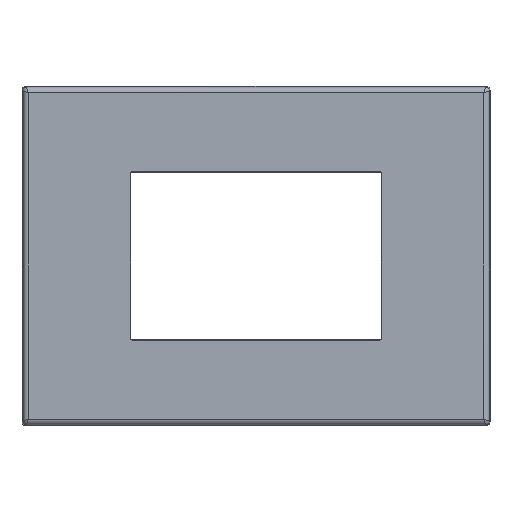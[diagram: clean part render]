
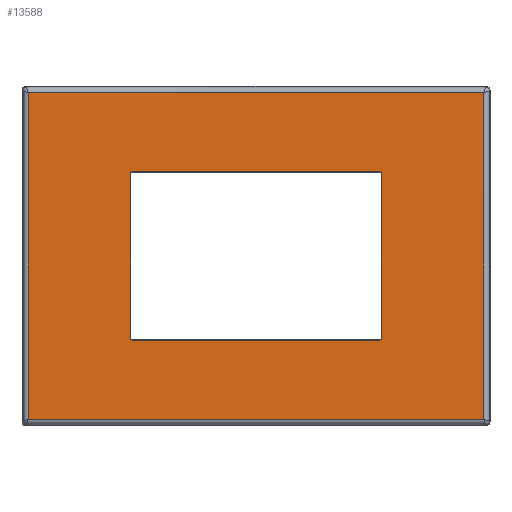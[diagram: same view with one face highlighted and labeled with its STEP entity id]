
A CAD part, top view. The second image highlights one B-rep face of the part: STEP entity #13588.
In plain terms, the highlighted planar face has unit normal (0, 0, 1).
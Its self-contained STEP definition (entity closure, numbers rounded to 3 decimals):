
#13478=AXIS2_PLACEMENT_3D('Plane Axis2P3D',#13475,#13476,#13477) ;
#13475=CARTESIAN_POINT('Axis2P3D Location',(0.,0.,7.7)) ;
#13480=CARTESIAN_POINT('Line Origine',(61.828,0.,7.7)) ;
#13484=CARTESIAN_POINT('Vertex',(61.828,44.328,7.7)) ;
#13486=CARTESIAN_POINT('Vertex',(61.828,-44.328,7.7)) ;
#13489=CARTESIAN_POINT('Line Origine',(0.,44.328,7.7)) ;
#13493=CARTESIAN_POINT('Vertex',(-61.828,44.328,7.7)) ;
#13496=CARTESIAN_POINT('Line Origine',(-61.828,0.,7.7)) ;
#13500=CARTESIAN_POINT('Vertex',(-61.828,-44.328,7.7)) ;
#13503=CARTESIAN_POINT('Line Origine',(0.,-44.328,7.7)) ;
#13514=CARTESIAN_POINT('Line Origine',(34.112,0.,7.7)) ;
#13518=CARTESIAN_POINT('Vertex',(34.112,-22.312,7.7)) ;
#13520=CARTESIAN_POINT('Vertex',(34.112,22.312,7.7)) ;
#13524=CARTESIAN_POINT('Control Point',(33.614,-22.81,7.7)) ;
#13525=CARTESIAN_POINT('Control Point',(33.81,-22.81,7.7)) ;
#13526=CARTESIAN_POINT('Control Point',(34.009,-22.706,7.7)) ;
#13527=CARTESIAN_POINT('Control Point',(34.112,-22.508,7.7)) ;
#13528=CARTESIAN_POINT('Control Point',(34.112,-22.312,7.7)) ;
#13529=CARTESIAN_POINT('Vertex',(33.614,-22.81,7.7)) ;
#13532=CARTESIAN_POINT('Line Origine',(0.,-22.81,7.7)) ;
#13536=CARTESIAN_POINT('Vertex',(-33.614,-22.81,7.7)) ;
#13540=CARTESIAN_POINT('Control Point',(-34.112,-22.312,7.7)) ;
#13541=CARTESIAN_POINT('Control Point',(-34.112,-22.508,7.7)) ;
#13542=CARTESIAN_POINT('Control Point',(-34.009,-22.706,7.7)) ;
#13543=CARTESIAN_POINT('Control Point',(-33.81,-22.81,7.7)) ;
#13544=CARTESIAN_POINT('Control Point',(-33.614,-22.81,7.7)) ;
#13545=CARTESIAN_POINT('Vertex',(-34.112,-22.312,7.7)) ;
#13548=CARTESIAN_POINT('Line Origine',(-34.112,0.,7.7)) ;
#13552=CARTESIAN_POINT('Vertex',(-34.112,22.312,7.7)) ;
#13556=CARTESIAN_POINT('Control Point',(-33.614,22.81,7.7)) ;
#13557=CARTESIAN_POINT('Control Point',(-33.81,22.81,7.7)) ;
#13558=CARTESIAN_POINT('Control Point',(-34.009,22.706,7.7)) ;
#13559=CARTESIAN_POINT('Control Point',(-34.112,22.508,7.7)) ;
#13560=CARTESIAN_POINT('Control Point',(-34.112,22.312,7.7)) ;
#13561=CARTESIAN_POINT('Vertex',(-33.614,22.81,7.7)) ;
#13564=CARTESIAN_POINT('Line Origine',(0.,22.81,7.7)) ;
#13568=CARTESIAN_POINT('Vertex',(33.614,22.81,7.7)) ;
#13572=CARTESIAN_POINT('Control Point',(34.112,22.312,7.7)) ;
#13573=CARTESIAN_POINT('Control Point',(34.112,22.508,7.7)) ;
#13574=CARTESIAN_POINT('Control Point',(34.009,22.706,7.7)) ;
#13575=CARTESIAN_POINT('Control Point',(33.81,22.81,7.7)) ;
#13576=CARTESIAN_POINT('Control Point',(33.614,22.81,7.7)) ;
#13476=DIRECTION('Axis2P3D Direction',(0.,0.,1.)) ;
#13477=DIRECTION('Axis2P3D XDirection',(1.,0.,0.)) ;
#13481=DIRECTION('Vector Direction',(0.,1.,0.)) ;
#13490=DIRECTION('Vector Direction',(1.,0.,0.)) ;
#13497=DIRECTION('Vector Direction',(0.,1.,0.)) ;
#13504=DIRECTION('Vector Direction',(1.,0.,0.)) ;
#13515=DIRECTION('Vector Direction',(0.,1.,0.)) ;
#13533=DIRECTION('Vector Direction',(1.,0.,0.)) ;
#13549=DIRECTION('Vector Direction',(0.,1.,0.)) ;
#13565=DIRECTION('Vector Direction',(1.,0.,0.)) ;
#13482=VECTOR('Line Direction',#13481,1.) ;
#13491=VECTOR('Line Direction',#13490,1.) ;
#13498=VECTOR('Line Direction',#13497,1.) ;
#13505=VECTOR('Line Direction',#13504,1.) ;
#13516=VECTOR('Line Direction',#13515,1.) ;
#13534=VECTOR('Line Direction',#13533,1.) ;
#13550=VECTOR('Line Direction',#13549,1.) ;
#13566=VECTOR('Line Direction',#13565,1.) ;
#13509=ORIENTED_EDGE('',*,*,#13488,.F.) ;
#13510=ORIENTED_EDGE('',*,*,#13495,.F.) ;
#13511=ORIENTED_EDGE('',*,*,#13502,.F.) ;
#13512=ORIENTED_EDGE('',*,*,#13507,.F.) ;
#13579=ORIENTED_EDGE('',*,*,#13522,.F.) ;
#13580=ORIENTED_EDGE('',*,*,#13531,.F.) ;
#13581=ORIENTED_EDGE('',*,*,#13538,.F.) ;
#13582=ORIENTED_EDGE('',*,*,#13547,.F.) ;
#13583=ORIENTED_EDGE('',*,*,#13554,.F.) ;
#13584=ORIENTED_EDGE('',*,*,#13563,.F.) ;
#13585=ORIENTED_EDGE('',*,*,#13570,.F.) ;
#13586=ORIENTED_EDGE('',*,*,#13577,.F.) ;
#13587=FACE_BOUND('',#13578,.T.) ;
#13588=ADVANCED_FACE('Body.3',(#13513,#13587),#13479,.T.) ;
#13523=B_SPLINE_CURVE_WITH_KNOTS('',4,(#13524,#13525,#13526,#13527,#13528),.UNSPECIFIED.,.F.,.U.,(5,5),(0.,1.107),.UNSPECIFIED.) ;
#13539=B_SPLINE_CURVE_WITH_KNOTS('',4,(#13540,#13541,#13542,#13543,#13544),.UNSPECIFIED.,.F.,.U.,(5,5),(0.,1.107),.UNSPECIFIED.) ;
#13555=B_SPLINE_CURVE_WITH_KNOTS('',4,(#13556,#13557,#13558,#13559,#13560),.UNSPECIFIED.,.F.,.U.,(5,5),(0.,1.107),.UNSPECIFIED.) ;
#13571=B_SPLINE_CURVE_WITH_KNOTS('',4,(#13572,#13573,#13574,#13575,#13576),.UNSPECIFIED.,.F.,.U.,(5,5),(0.,1.107),.UNSPECIFIED.) ;
#13488=EDGE_CURVE('',#13485,#13487,#13483,.F.) ;
#13495=EDGE_CURVE('',#13494,#13485,#13492,.T.) ;
#13502=EDGE_CURVE('',#13501,#13494,#13499,.T.) ;
#13507=EDGE_CURVE('',#13487,#13501,#13506,.F.) ;
#13522=EDGE_CURVE('',#13519,#13521,#13517,.T.) ;
#13531=EDGE_CURVE('',#13530,#13519,#13523,.T.) ;
#13538=EDGE_CURVE('',#13537,#13530,#13535,.T.) ;
#13547=EDGE_CURVE('',#13546,#13537,#13539,.T.) ;
#13554=EDGE_CURVE('',#13553,#13546,#13551,.F.) ;
#13563=EDGE_CURVE('',#13562,#13553,#13555,.T.) ;
#13570=EDGE_CURVE('',#13569,#13562,#13567,.F.) ;
#13577=EDGE_CURVE('',#13521,#13569,#13571,.T.) ;
#13508=EDGE_LOOP('',(#13509,#13510,#13511,#13512)) ;
#13578=EDGE_LOOP('',(#13579,#13580,#13581,#13582,#13583,#13584,#13585,#13586)) ;
#13513=FACE_OUTER_BOUND('',#13508,.T.) ;
#13483=LINE('Line',#13480,#13482) ;
#13492=LINE('Line',#13489,#13491) ;
#13499=LINE('Line',#13496,#13498) ;
#13506=LINE('Line',#13503,#13505) ;
#13517=LINE('Line',#13514,#13516) ;
#13535=LINE('Line',#13532,#13534) ;
#13551=LINE('Line',#13548,#13550) ;
#13567=LINE('Line',#13564,#13566) ;
#13479=PLANE('',#13478) ;
#13485=VERTEX_POINT('',#13484) ;
#13487=VERTEX_POINT('',#13486) ;
#13494=VERTEX_POINT('',#13493) ;
#13501=VERTEX_POINT('',#13500) ;
#13519=VERTEX_POINT('',#13518) ;
#13521=VERTEX_POINT('',#13520) ;
#13530=VERTEX_POINT('',#13529) ;
#13537=VERTEX_POINT('',#13536) ;
#13546=VERTEX_POINT('',#13545) ;
#13553=VERTEX_POINT('',#13552) ;
#13562=VERTEX_POINT('',#13561) ;
#13569=VERTEX_POINT('',#13568) ;
